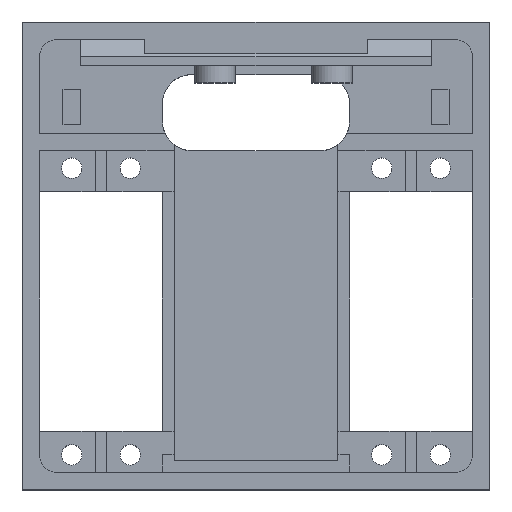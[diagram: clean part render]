
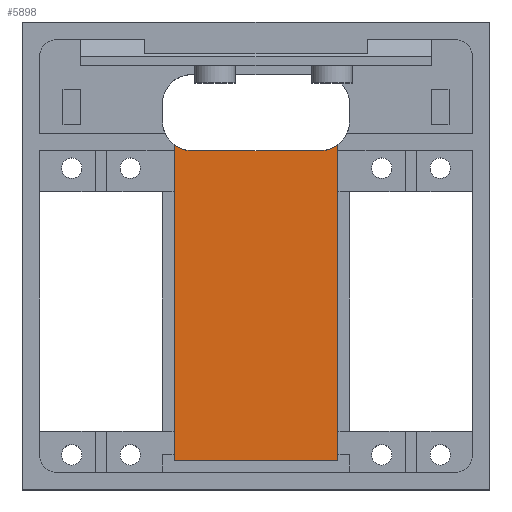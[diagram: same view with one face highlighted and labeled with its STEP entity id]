
A CAD part, top view. The second image highlights one B-rep face of the part: STEP entity #5898.
In plain terms, the highlighted planar face has unit normal (0, 0, 1).
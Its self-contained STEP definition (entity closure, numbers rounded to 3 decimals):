
#347 = CYLINDRICAL_SURFACE('',#348,5.);
#348 = AXIS2_PLACEMENT_3D('',#349,#350,#351);
#349 = CARTESIAN_POINT('',(-228.,76.,64.));
#350 = DIRECTION('',(0.,0.,1.));
#351 = DIRECTION('',(0.,-1.,0.));
#374 = PLANE('',#375);
#375 = AXIS2_PLACEMENT_3D('',#376,#377,#378);
#376 = CARTESIAN_POINT('',(-225.,79.,68.));
#377 = DIRECTION('',(1.,0.,0.));
#378 = DIRECTION('',(0.,0.,1.));
#739 = PLANE('',#740);
#740 = AXIS2_PLACEMENT_3D('',#741,#742,#743);
#741 = CARTESIAN_POINT('',(-253.,79.,68.));
#742 = DIRECTION('',(1.,0.,0.));
#743 = DIRECTION('',(0.,0.,1.));
#767 = CYLINDRICAL_SURFACE('',#768,5.);
#768 = AXIS2_PLACEMENT_3D('',#769,#770,#771);
#769 = CARTESIAN_POINT('',(-250.,76.,64.));
#770 = DIRECTION('',(0.,0.,1.));
#771 = DIRECTION('',(0.,-1.,0.));
#2364 = VERTEX_POINT('',#2365);
#2365 = CARTESIAN_POINT('',(-228.,71.,68.));
#2379 = PLANE('',#2380);
#2380 = AXIS2_PLACEMENT_3D('',#2381,#2382,#2383);
#2381 = CARTESIAN_POINT('',(-228.,71.,74.));
#2382 = DIRECTION('',(0.,-1.,0.));
#2383 = DIRECTION('',(0.,0.,1.));
#2445 = VERTEX_POINT('',#2446);
#2446 = CARTESIAN_POINT('',(-225.,72.,68.));
#2465 = EDGE_CURVE('',#2364,#2445,#2466,.T.);
#2466 = SURFACE_CURVE('',#2467,(#2472,#2479),.PCURVE_S1.);
#2467 = CIRCLE('',#2468,5.);
#2468 = AXIS2_PLACEMENT_3D('',#2469,#2470,#2471);
#2469 = CARTESIAN_POINT('',(-228.,76.,68.));
#2470 = DIRECTION('',(-0.,0.,1.));
#2471 = DIRECTION('',(0.,-1.,0.));
#2472 = PCURVE('',#347,#2473);
#2473 = DEFINITIONAL_REPRESENTATION('',(#2474),#2478);
#2474 = LINE('',#2475,#2476);
#2475 = CARTESIAN_POINT('',(0.,4.));
#2476 = VECTOR('',#2477,1.);
#2477 = DIRECTION('',(1.,0.));
#2478 = ( GEOMETRIC_REPRESENTATION_CONTEXT(2) 
PARAMETRIC_REPRESENTATION_CONTEXT() REPRESENTATION_CONTEXT('2D SPACE',''
  ) );
#2479 = PCURVE('',#2480,#2485);
#2480 = PLANE('',#2481);
#2481 = AXIS2_PLACEMENT_3D('',#2482,#2483,#2484);
#2482 = CARTESIAN_POINT('',(-253.,79.,68.));
#2483 = DIRECTION('',(0.,0.,1.));
#2484 = DIRECTION('',(0.,-1.,0.));
#2485 = DEFINITIONAL_REPRESENTATION('',(#2486),#2490);
#2486 = CIRCLE('',#2487,5.);
#2487 = AXIS2_PLACEMENT_2D('',#2488,#2489);
#2488 = CARTESIAN_POINT('',(3.,25.));
#2489 = DIRECTION('',(1.,0.));
#2490 = ( GEOMETRIC_REPRESENTATION_CONTEXT(2) 
PARAMETRIC_REPRESENTATION_CONTEXT() REPRESENTATION_CONTEXT('2D SPACE',''
  ) );
#2495 = EDGE_CURVE('',#2445,#2496,#2498,.T.);
#2496 = VERTEX_POINT('',#2497);
#2497 = CARTESIAN_POINT('',(-225.,18.,68.));
#2498 = SURFACE_CURVE('',#2499,(#2503,#2510),.PCURVE_S1.);
#2499 = LINE('',#2500,#2501);
#2500 = CARTESIAN_POINT('',(-225.,79.,68.));
#2501 = VECTOR('',#2502,1.);
#2502 = DIRECTION('',(0.,-1.,0.));
#2503 = PCURVE('',#374,#2504);
#2504 = DEFINITIONAL_REPRESENTATION('',(#2505),#2509);
#2505 = LINE('',#2506,#2507);
#2506 = CARTESIAN_POINT('',(0.,0.));
#2507 = VECTOR('',#2508,1.);
#2508 = DIRECTION('',(0.,1.));
#2509 = ( GEOMETRIC_REPRESENTATION_CONTEXT(2) 
PARAMETRIC_REPRESENTATION_CONTEXT() REPRESENTATION_CONTEXT('2D SPACE',''
  ) );
#2510 = PCURVE('',#2480,#2511);
#2511 = DEFINITIONAL_REPRESENTATION('',(#2512),#2516);
#2512 = LINE('',#2513,#2514);
#2513 = CARTESIAN_POINT('',(0.,28.));
#2514 = VECTOR('',#2515,1.);
#2515 = DIRECTION('',(1.,0.));
#2516 = ( GEOMETRIC_REPRESENTATION_CONTEXT(2) 
PARAMETRIC_REPRESENTATION_CONTEXT() REPRESENTATION_CONTEXT('2D SPACE',''
  ) );
#2737 = PLANE('',#2738);
#2738 = AXIS2_PLACEMENT_3D('',#2739,#2740,#2741);
#2739 = CARTESIAN_POINT('',(-253.,18.,68.));
#2740 = DIRECTION('',(0.,-1.,0.));
#2741 = DIRECTION('',(0.,0.,1.));
#3244 = VERTEX_POINT('',#3245);
#3245 = CARTESIAN_POINT('',(-250.,71.,68.));
#3315 = VERTEX_POINT('',#3316);
#3316 = CARTESIAN_POINT('',(-253.,72.,68.));
#3335 = EDGE_CURVE('',#3315,#3244,#3336,.T.);
#3336 = SURFACE_CURVE('',#3337,(#3342,#3349),.PCURVE_S1.);
#3337 = CIRCLE('',#3338,5.);
#3338 = AXIS2_PLACEMENT_3D('',#3339,#3340,#3341);
#3339 = CARTESIAN_POINT('',(-250.,76.,68.));
#3340 = DIRECTION('',(-0.,0.,1.));
#3341 = DIRECTION('',(0.,-1.,0.));
#3342 = PCURVE('',#767,#3343);
#3343 = DEFINITIONAL_REPRESENTATION('',(#3344),#3348);
#3344 = LINE('',#3345,#3346);
#3345 = CARTESIAN_POINT('',(-6.283,4.));
#3346 = VECTOR('',#3347,1.);
#3347 = DIRECTION('',(1.,-0.));
#3348 = ( GEOMETRIC_REPRESENTATION_CONTEXT(2) 
PARAMETRIC_REPRESENTATION_CONTEXT() REPRESENTATION_CONTEXT('2D SPACE',''
  ) );
#3349 = PCURVE('',#2480,#3350);
#3350 = DEFINITIONAL_REPRESENTATION('',(#3351),#3355);
#3351 = CIRCLE('',#3352,5.);
#3352 = AXIS2_PLACEMENT_2D('',#3353,#3354);
#3353 = CARTESIAN_POINT('',(3.,3.));
#3354 = DIRECTION('',(1.,0.));
#3355 = ( GEOMETRIC_REPRESENTATION_CONTEXT(2) 
PARAMETRIC_REPRESENTATION_CONTEXT() REPRESENTATION_CONTEXT('2D SPACE',''
  ) );
#3731 = EDGE_CURVE('',#3315,#3732,#3734,.T.);
#3732 = VERTEX_POINT('',#3733);
#3733 = CARTESIAN_POINT('',(-253.,18.,68.));
#3734 = SURFACE_CURVE('',#3735,(#3739,#3746),.PCURVE_S1.);
#3735 = LINE('',#3736,#3737);
#3736 = CARTESIAN_POINT('',(-253.,79.,68.));
#3737 = VECTOR('',#3738,1.);
#3738 = DIRECTION('',(0.,-1.,0.));
#3739 = PCURVE('',#739,#3740);
#3740 = DEFINITIONAL_REPRESENTATION('',(#3741),#3745);
#3741 = LINE('',#3742,#3743);
#3742 = CARTESIAN_POINT('',(0.,0.));
#3743 = VECTOR('',#3744,1.);
#3744 = DIRECTION('',(0.,1.));
#3745 = ( GEOMETRIC_REPRESENTATION_CONTEXT(2) 
PARAMETRIC_REPRESENTATION_CONTEXT() REPRESENTATION_CONTEXT('2D SPACE',''
  ) );
#3746 = PCURVE('',#2480,#3747);
#3747 = DEFINITIONAL_REPRESENTATION('',(#3748),#3752);
#3748 = LINE('',#3749,#3750);
#3749 = CARTESIAN_POINT('',(0.,0.));
#3750 = VECTOR('',#3751,1.);
#3751 = DIRECTION('',(1.,0.));
#3752 = ( GEOMETRIC_REPRESENTATION_CONTEXT(2) 
PARAMETRIC_REPRESENTATION_CONTEXT() REPRESENTATION_CONTEXT('2D SPACE',''
  ) );
#5859 = EDGE_CURVE('',#2364,#3244,#5860,.T.);
#5860 = SURFACE_CURVE('',#5861,(#5865,#5871),.PCURVE_S1.);
#5861 = LINE('',#5862,#5863);
#5862 = CARTESIAN_POINT('',(-240.5,71.,68.));
#5863 = VECTOR('',#5864,1.);
#5864 = DIRECTION('',(-1.,0.,0.));
#5865 = PCURVE('',#2379,#5866);
#5866 = DEFINITIONAL_REPRESENTATION('',(#5867),#5870);
#5867 = B_SPLINE_CURVE_WITH_KNOTS('',1,(#5868,#5869),.UNSPECIFIED.,.F.,
  .F.,(2,2),(-18.3,15.3),.PIECEWISE_BEZIER_KNOTS.);
#5868 = CARTESIAN_POINT('',(-6.,-5.8));
#5869 = CARTESIAN_POINT('',(-6.,27.8));
#5870 = ( GEOMETRIC_REPRESENTATION_CONTEXT(2) 
PARAMETRIC_REPRESENTATION_CONTEXT() REPRESENTATION_CONTEXT('2D SPACE',''
  ) );
#5871 = PCURVE('',#2480,#5872);
#5872 = DEFINITIONAL_REPRESENTATION('',(#5873),#5876);
#5873 = B_SPLINE_CURVE_WITH_KNOTS('',1,(#5874,#5875),.UNSPECIFIED.,.F.,
  .F.,(2,2),(-18.3,15.3),.PIECEWISE_BEZIER_KNOTS.);
#5874 = CARTESIAN_POINT('',(8.,30.8));
#5875 = CARTESIAN_POINT('',(8.,-2.8));
#5876 = ( GEOMETRIC_REPRESENTATION_CONTEXT(2) 
PARAMETRIC_REPRESENTATION_CONTEXT() REPRESENTATION_CONTEXT('2D SPACE',''
  ) );
#5898 = ADVANCED_FACE('',(#5899),#2480,.T.);
#5899 = FACE_BOUND('',#5900,.T.);
#5900 = EDGE_LOOP('',(#5901,#5902,#5903,#5904,#5905,#5906));
#5901 = ORIENTED_EDGE('',*,*,#2495,.F.);
#5902 = ORIENTED_EDGE('',*,*,#2465,.F.);
#5903 = ORIENTED_EDGE('',*,*,#5859,.T.);
#5904 = ORIENTED_EDGE('',*,*,#3335,.F.);
#5905 = ORIENTED_EDGE('',*,*,#3731,.T.);
#5906 = ORIENTED_EDGE('',*,*,#5907,.T.);
#5907 = EDGE_CURVE('',#3732,#2496,#5908,.T.);
#5908 = SURFACE_CURVE('',#5909,(#5913,#5920),.PCURVE_S1.);
#5909 = LINE('',#5910,#5911);
#5910 = CARTESIAN_POINT('',(-253.,18.,68.));
#5911 = VECTOR('',#5912,1.);
#5912 = DIRECTION('',(1.,0.,0.));
#5913 = PCURVE('',#2480,#5914);
#5914 = DEFINITIONAL_REPRESENTATION('',(#5915),#5919);
#5915 = LINE('',#5916,#5917);
#5916 = CARTESIAN_POINT('',(61.,0.));
#5917 = VECTOR('',#5918,1.);
#5918 = DIRECTION('',(0.,1.));
#5919 = ( GEOMETRIC_REPRESENTATION_CONTEXT(2) 
PARAMETRIC_REPRESENTATION_CONTEXT() REPRESENTATION_CONTEXT('2D SPACE',''
  ) );
#5920 = PCURVE('',#2737,#5921);
#5921 = DEFINITIONAL_REPRESENTATION('',(#5922),#5926);
#5922 = LINE('',#5923,#5924);
#5923 = CARTESIAN_POINT('',(0.,0.));
#5924 = VECTOR('',#5925,1.);
#5925 = DIRECTION('',(0.,-1.));
#5926 = ( GEOMETRIC_REPRESENTATION_CONTEXT(2) 
PARAMETRIC_REPRESENTATION_CONTEXT() REPRESENTATION_CONTEXT('2D SPACE',''
  ) );
